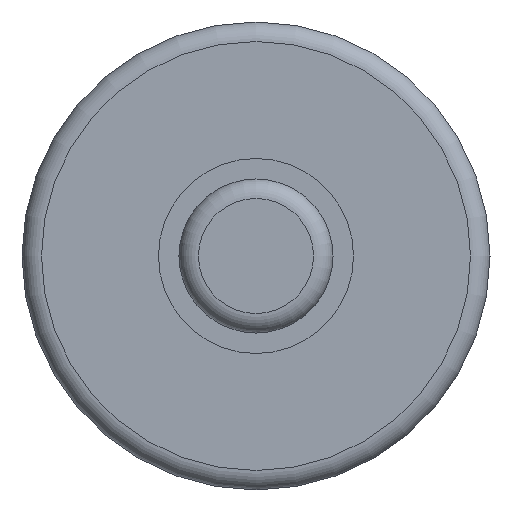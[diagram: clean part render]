
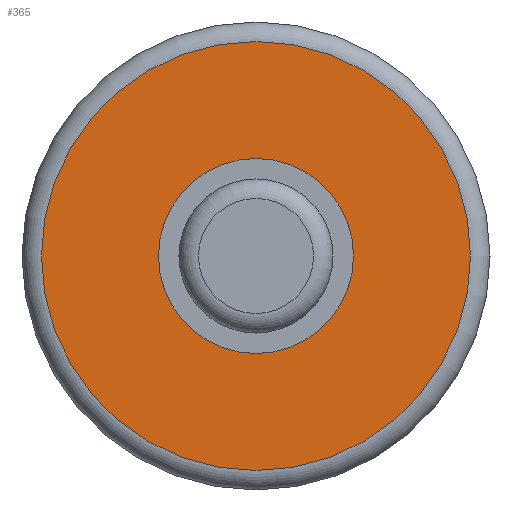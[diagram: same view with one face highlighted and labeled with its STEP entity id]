
A CAD part, left-side view. The second image highlights one B-rep face of the part: STEP entity #365.
In plain terms, the highlighted planar face has unit normal (-1, 0, 0).
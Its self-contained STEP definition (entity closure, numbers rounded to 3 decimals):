
#18=FACE_BOUND('',#88,.T.);
#24=PLANE('',#417);
#63=FACE_OUTER_BOUND('',#87,.T.);
#87=EDGE_LOOP('',(#291,#292));
#88=EDGE_LOOP('',(#293));
#122=CIRCLE('',#409,11.);
#126=CIRCLE('',#413,11.);
#129=CIRCLE('',#418,5.);
#164=VERTEX_POINT('',#645);
#165=VERTEX_POINT('',#646);
#170=VERTEX_POINT('',#661);
#207=EDGE_CURVE('',#164,#165,#122,.T.);
#211=EDGE_CURVE('',#165,#164,#126,.T.);
#215=EDGE_CURVE('',#170,#170,#129,.T.);
#291=ORIENTED_EDGE('',*,*,#207,.F.);
#292=ORIENTED_EDGE('',*,*,#211,.F.);
#293=ORIENTED_EDGE('',*,*,#215,.T.);
#365=ADVANCED_FACE('',(#63,#18),#24,.F.);
#409=AXIS2_PLACEMENT_3D('',#647,#512,#513);
#413=AXIS2_PLACEMENT_3D('',#653,#520,#521);
#417=AXIS2_PLACEMENT_3D('',#660,#529,#530);
#418=AXIS2_PLACEMENT_3D('',#662,#531,#532);
#512=DIRECTION('center_axis',(1.,0.,0.));
#513=DIRECTION('ref_axis',(0.,1.,0.));
#520=DIRECTION('center_axis',(1.,0.,0.));
#521=DIRECTION('ref_axis',(0.,1.,0.));
#529=DIRECTION('center_axis',(1.,0.,0.));
#530=DIRECTION('ref_axis',(0.,0.,-1.));
#531=DIRECTION('center_axis',(1.,0.,0.));
#532=DIRECTION('ref_axis',(0.,1.,0.));
#645=CARTESIAN_POINT('',(19.5,-11.,35.));
#646=CARTESIAN_POINT('',(19.5,0.,24.));
#647=CARTESIAN_POINT('Origin',(19.5,0.,35.));
#653=CARTESIAN_POINT('Origin',(19.5,0.,35.));
#660=CARTESIAN_POINT('Origin',(19.5,0.,35.));
#661=CARTESIAN_POINT('',(19.5,-5.,35.));
#662=CARTESIAN_POINT('Origin',(19.5,0.,35.));
